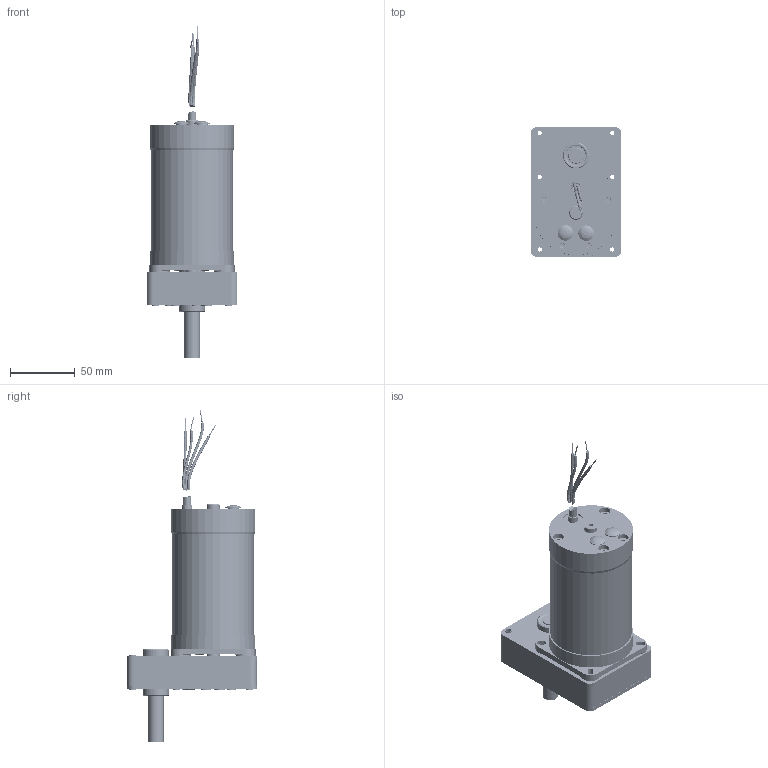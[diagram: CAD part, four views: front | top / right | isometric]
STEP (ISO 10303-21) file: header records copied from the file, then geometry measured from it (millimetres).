
FILE_DESCRIPTION((''),'2;1');
FILE_NAME('ZG_86_000001_ASM86FG20_Li_IP40_WelleRund_Rev0.stp','2015-08-24T11:52:15',('Zeichen-PC'),(''),'Autodesk Inventor 2010','Autodesk Inventor 2010','');
FILE_SCHEMA(('AUTOMOTIVE_DESIGN { 1 0 10303 214 1 1 1 1 }'));
Length unit declared in the file: millimetre
Products named in the file (17): ZG_86_000001_ASM86FG20_Li_IP40_WelleRund_Rev0; AFG-20rund; FG-Antriebsseite20; FG-Abstandhalter; FG-Abtriebsseite20; FG-Gehaeusedeckel20; PlatzhalterWelleBuchse; AbtreibWelleFG20rund; 500-ASM84; Motorflansch-A-Metall; MotorflanschB2; 5010-Welle5mm; DIN EN 24035 M4; Litze4Adern; LochNippel; Statorpaket_ZG-500210-Rev1_2-40; Statorblech_ZG-500210_65
Assembly tree (87 placements, depth 4):
  ZG_86_000001_ASM86FG20_Li_IP40_WelleRund_Rev0
    AFG-20rund
      FG-Antriebsseite20
      FG-Abstandhalter  x6
      FG-Abtriebsseite20
      FG-Gehaeusedeckel20
      PlatzhalterWelleBuchse
      AbtreibWelleFG20rund
    500-ASM84
      Motorflansch-A-Metall
      MotorflanschB2
      5010-Welle5mm
      DIN EN 24035 M4  x4
      Litze4Adern
      LochNippel  x2
      Statorpaket_ZG-500210-Rev1_2-40  x2
        Statorblech_ZG-500210_65
Bounding box: 70 x 100.2 x 256.03 mm (x, y, z)
Volume: 208031.5 mm3; surface area: 434104.8 mm2
Topology: 148 solids, 148 shells, 17698 faces, 45960 edges, 30624 vertices
Faces by surface type: cylinder 11163, plane 6422, bspline 64, cone 46, torus 3
Full cylindrical faces by diameter (mm): 0.8 x3, 0.83 x1, 1.6 x1984, 2.5 x2, 4.1 x992, 4.4 x4, 4.5 x3, 4.839 x12, 5 x14, 5.391 x12, 5.5 x1, 6 x3, 6.5 x1, 7 x3, 8 x8, 8.5 x2, 10 x7, 12 x2, 12.009 x2, 14 x1, 15 x4, 15.5 x1, 16 x3, 20 x2, 59 x2, 61 x2, 63 x126, 65 x2
Entity records: 15448 total; most frequent: CARTESIAN_POINT 3670, DIRECTION 2443, ORIENTED_EDGE 1852, AXIS2_PLACEMENT_3D 1023, EDGE_CURVE 926, EDGE_LOOP 782, VERTEX_POINT 696, CIRCLE 476
